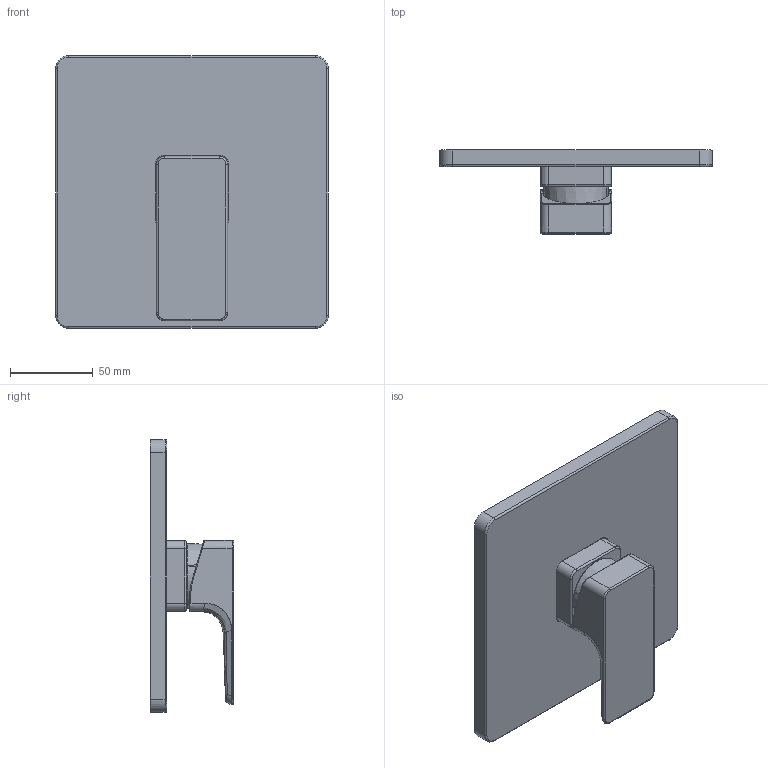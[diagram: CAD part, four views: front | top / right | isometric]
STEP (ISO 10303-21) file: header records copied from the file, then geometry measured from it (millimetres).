
FILE_DESCRIPTION(/* description */ (''),/* implementation_level */ '2;1');
FILE_NAME(/* name */ '3D_TVS112002000_Subway 3.step',/* time_stamp */ '2022-12-05T16:29:12+01:00',/* author */ (''),/* organization */ (''),/* preprocessor_version */ 'ST-DEVELOPER v19.2',/* originating_system */ 'Autodesk Translation Framework v11.17.0.187',/* authorisation */ '');
FILE_SCHEMA (('AUTOMOTIVE_DESIGN { 1 0 10303 214 3 1 1 }'));
Length unit declared in the file: millimetre
Products named in the file (8): (Nicht gespeichert); SBW3_S02_F-4 UPM_Platte; Kartusche K-35OP_Geschlossen; K-35OP_Gehäuse; K-35OP_Stiftaufnahme; K-35OP_Stift; SBW3_S02_F-4 EHM_Hebel-kurz_Abstand 1,5; SBW3_S02_F-4 Kartuschenring
Assembly tree (7 placements, depth 3):
  (Nicht gespeichert)
    SBW3_S02_F-4 UPM_Platte
    Kartusche K-35OP_Geschlossen
      K-35OP_Gehäuse
      K-35OP_Stiftaufnahme
      K-35OP_Stift
    SBW3_S02_F-4 EHM_Hebel-kurz_Abstand 1,5
    SBW3_S02_F-4 Kartuschenring
Bounding box: 165 x 50.55 x 165 mm (x, y, z)
Volume: 316428 mm3; surface area: 85170.5 mm2
Topology: 3 solids, 3 shells, 168 faces, 381 edges, 222 vertices
Faces by surface type: cylinder 48, plane 45, bspline 45, torus 22, sphere 4, cone 4
Full cylindrical faces by diameter (mm): 30 x1, 35.7 x1
Entity records: 11802 total; most frequent: CARTESIAN_POINT 8050, ORIENTED_EDGE 758, DIRECTION 727, EDGE_CURVE 379, AXIS2_PLACEMENT_3D 289, VERTEX_POINT 222, EDGE_LOOP 175, FACE_OUTER_BOUND 168
